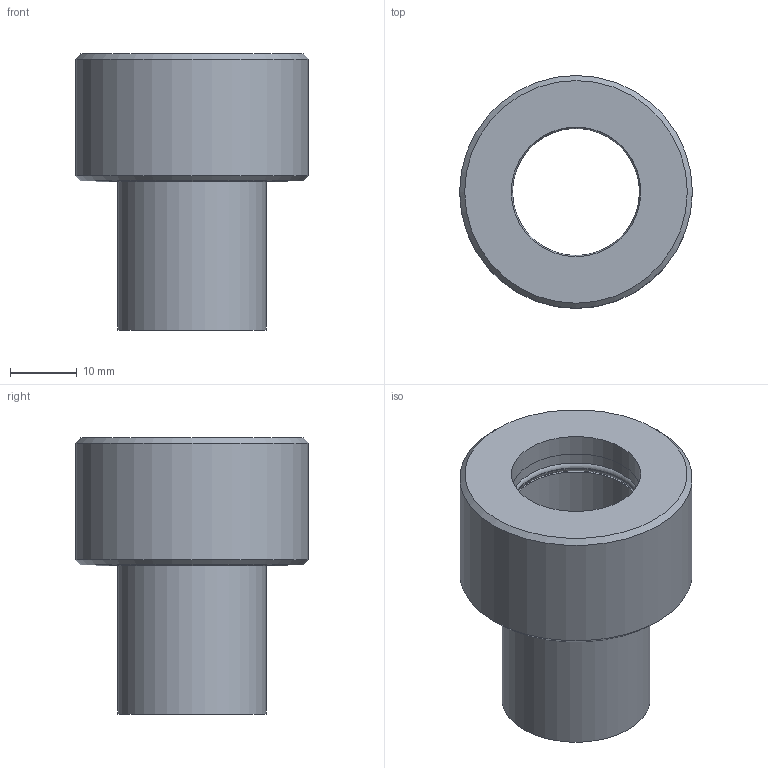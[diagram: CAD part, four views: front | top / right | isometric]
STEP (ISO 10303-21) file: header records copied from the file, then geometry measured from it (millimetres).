
FILE_DESCRIPTION(/* description */ (''),/* implementation_level */ '2;1');
FILE_NAME(/* name */ '1000114a.stp',/* time_stamp */ '2019-09-19T10:22:28-04:00',/* author */ ('Sana_M'),/* organization */ (''),/* preprocessor_version */ 'ST-DEVELOPER v16.13',/* originating_system */ 'Autodesk Inventor 2018',/* authorisation */ '');
FILE_SCHEMA (('AUTOMOTIVE_DESIGN { 1 0 10303 214 3 1 1 }'));
Length unit declared in the file: inch
Products named in the file (1): 1000114a
Bounding box: 34.92 x 34.92 x 41.4 mm (x, y, z)
Volume: 14928.9 mm3; surface area: 12142.7 mm2
Topology: 4 solids, 4 shells, 33 faces, 54 edges, 33 vertices
Faces by surface type: cylinder 12, plane 12, cone 5, torus 4
Full cylindrical faces by diameter (mm): 19.05 x1, 19.431 x3, 22.225 x1, 23.8 x1, 23.812 x1, 28.067 x1, 28.194 x1, 28.778 x1, 30.124 x1, 34.925 x1
Entity records: 779 total; most frequent: DIRECTION 134, CARTESIAN_POINT 100, AXIS2_PLACEMENT_3D 67, EDGE_LOOP 66, ORIENTED_EDGE 66, STYLED_ITEM 37, FACE_BOUND 33, FACE_OUTER_BOUND 33
